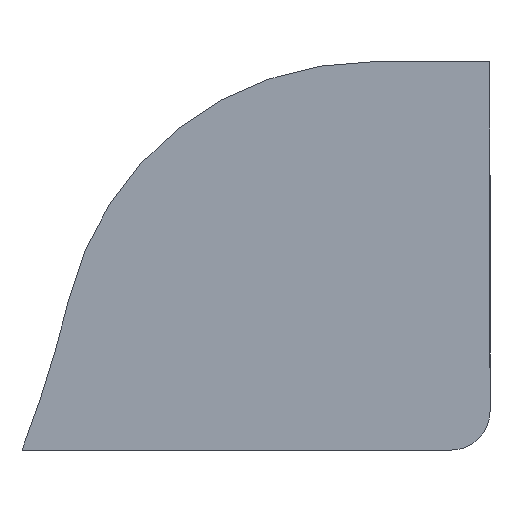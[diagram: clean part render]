
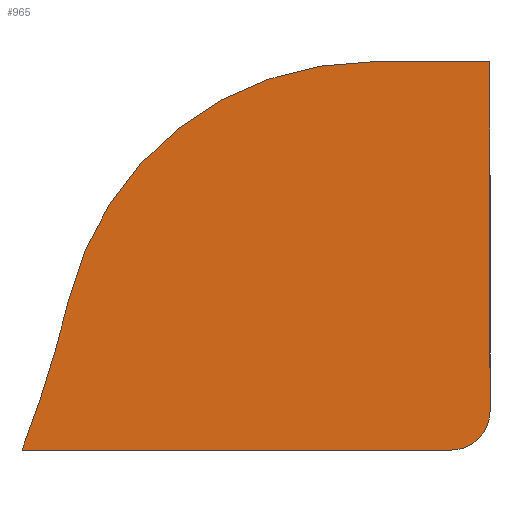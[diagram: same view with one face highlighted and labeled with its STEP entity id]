
A CAD part, front view. The second image highlights one B-rep face of the part: STEP entity #965.
In plain terms, the highlighted planar face has unit normal (0, -1, 0).
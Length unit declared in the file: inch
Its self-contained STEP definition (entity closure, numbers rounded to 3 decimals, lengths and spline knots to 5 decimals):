
#83 = CARTESIAN_POINT ( 'NONE',  ( 1.46685, -0.0625, -0.5625 ) ) ;
#117 = VERTEX_POINT ( 'NONE', #83 ) ;
#125 = ORIENTED_EDGE ( 'NONE', *, *, #189, .F. ) ;
#130 = AXIS2_PLACEMENT_3D ( 'NONE', #761, #897, #2129 ) ;
#167 = CARTESIAN_POINT ( 'NONE',  ( 1.52714, -0.0625, -0.36864 ) ) ;
#189 = EDGE_CURVE ( 'NONE', #1796, #202, #1721, .T. ) ;
#202 = VERTEX_POINT ( 'NONE', #1007 ) ;
#203 = CIRCLE ( 'NONE', #488, 0.4 ) ;
#307 = DIRECTION ( 'NONE',  ( -1., 0., 0. ) ) ;
#429 = ORIENTED_EDGE ( 'NONE', *, *, #1793, .F. ) ;
#473 = DIRECTION ( 'NONE',  ( 0., -1., 0. ) ) ;
#488 = AXIS2_PLACEMENT_3D ( 'NONE', #2176, #473, #812 ) ;
#573 = CARTESIAN_POINT ( 'NONE',  ( 0., -0.0625, 0. ) ) ;
#635 = CARTESIAN_POINT ( 'NONE',  ( 1.56976, -0.0625, -0.0625 ) ) ;
#717 = AXIS2_PLACEMENT_3D ( 'NONE', #573, #929, #1946 ) ;
#742 = EDGE_CURVE ( 'NONE', #202, #2072, #1479, .T. ) ;
#761 = CARTESIAN_POINT ( 'NONE',  ( 2.01976, -0.0625, -0.5125 ) ) ;
#806 = DIRECTION ( 'NONE',  ( 0., 1., 0. ) ) ;
#812 = DIRECTION ( 'NONE',  ( 0., 0., 1. ) ) ;
#859 = ORIENTED_EDGE ( 'NONE', *, *, #1401, .F. ) ;
#877 = ORIENTED_EDGE ( 'NONE', *, *, #1382, .T. ) ;
#897 = DIRECTION ( 'NONE',  ( 0., -1., 0. ) ) ;
#929 = DIRECTION ( 'NONE',  ( 0., -1., 0. ) ) ;
#965 = ADVANCED_FACE ( 'NONE', ( #1154 ), #1513, .F. ) ;
#1001 = VERTEX_POINT ( 'NONE', #167 ) ;
#1007 = CARTESIAN_POINT ( 'NONE',  ( 2.06976, -0.0625, -0.0625 ) ) ;
#1133 = CARTESIAN_POINT ( 'NONE',  ( 0., -0.0625, 0. ) ) ;
#1154 = FACE_OUTER_BOUND ( 'NONE', #1662, .T. ) ;
#1159 = CARTESIAN_POINT ( 'NONE',  ( 2.01976, -0.0625, -0.5625 ) ) ;
#1174 = CARTESIAN_POINT ( 'NONE',  ( 2.06976, -0.0625, -0.5625 ) ) ;
#1206 = AXIS2_PLACEMENT_3D ( 'NONE', #1133, #806, #1991 ) ;
#1373 = CIRCLE ( 'NONE', #130, 0.05 ) ;
#1382 = EDGE_CURVE ( 'NONE', #2149, #2072, #1373, .T. ) ;
#1401 = EDGE_CURVE ( 'NONE', #117, #1001, #1695, .T. ) ;
#1435 = ORIENTED_EDGE ( 'NONE', *, *, #742, .F. ) ;
#1479 = LINE ( 'NONE', #1707, #1931 ) ;
#1513 = PLANE ( 'NONE',  #1206 ) ;
#1569 = DIRECTION ( 'NONE',  ( 0., 0., -1. ) ) ;
#1662 = EDGE_LOOP ( 'NONE', ( #429, #877, #1435, #125, #1729, #859 ) ) ;
#1692 = CARTESIAN_POINT ( 'NONE',  ( 1.91597, -0.0625, -0.0625 ) ) ;
#1695 = CIRCLE ( 'NONE', #717, 1.571 ) ;
#1707 = CARTESIAN_POINT ( 'NONE',  ( 2.06976, -0.0625, -0.0625 ) ) ;
#1721 = LINE ( 'NONE', #635, #1995 ) ;
#1729 = ORIENTED_EDGE ( 'NONE', *, *, #2194, .T. ) ;
#1793 = EDGE_CURVE ( 'NONE', #2149, #117, #1877, .T. ) ;
#1796 = VERTEX_POINT ( 'NONE', #1692 ) ;
#1816 = CARTESIAN_POINT ( 'NONE',  ( 2.06976, -0.0625, -0.5125 ) ) ;
#1866 = DIRECTION ( 'NONE',  ( 1., 0., 0. ) ) ;
#1877 = LINE ( 'NONE', #1174, #2004 ) ;
#1931 = VECTOR ( 'NONE', #1569, 39.37008 ) ;
#1946 = DIRECTION ( 'NONE',  ( 0., 0., 1. ) ) ;
#1991 = DIRECTION ( 'NONE',  ( 0., 0., 1. ) ) ;
#1995 = VECTOR ( 'NONE', #1866, 39.37008 ) ;
#2004 = VECTOR ( 'NONE', #307, 39.37008 ) ;
#2072 = VERTEX_POINT ( 'NONE', #1816 ) ;
#2129 = DIRECTION ( 'NONE',  ( 0., 0., 1. ) ) ;
#2149 = VERTEX_POINT ( 'NONE', #1159 ) ;
#2176 = CARTESIAN_POINT ( 'NONE',  ( 1.91597, -0.0625, -0.4625 ) ) ;
#2194 = EDGE_CURVE ( 'NONE', #1796, #1001, #203, .T. ) ;
